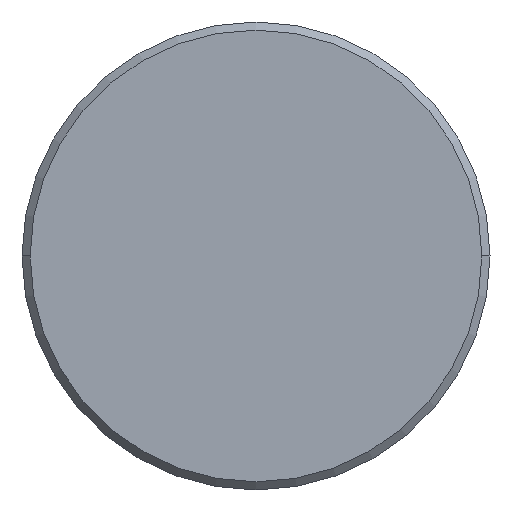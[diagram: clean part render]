
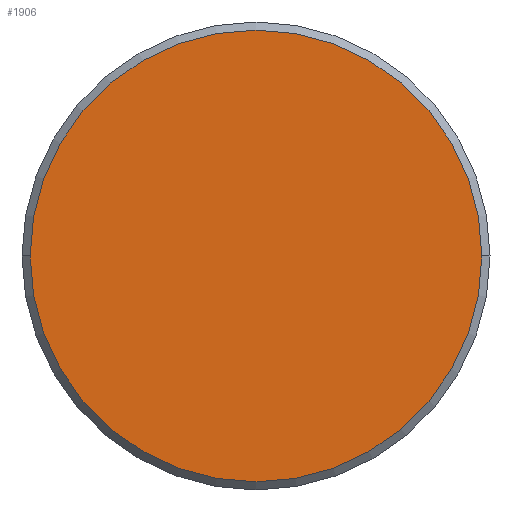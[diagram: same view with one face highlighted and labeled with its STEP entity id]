
A CAD part, top view. The second image highlights one B-rep face of the part: STEP entity #1906.
In plain terms, the highlighted planar face has unit normal (0, 0, 1).
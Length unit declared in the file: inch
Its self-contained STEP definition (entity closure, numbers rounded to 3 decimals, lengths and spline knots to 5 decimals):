
#82 = AXIS2_PLACEMENT_3D ( 'NONE', #1937, #2078, #1594 ) ;
#212 = EDGE_CURVE ( 'NONE', #982, #1884, #2017, .T. ) ;
#320 = EDGE_CURVE ( 'NONE', #1884, #982, #1416, .T. ) ;
#327 = CARTESIAN_POINT ( 'NONE',  ( 0.93068, 1.14962, 2.72686 ) ) ;
#495 = PLANE ( 'NONE',  #1446 ) ;
#508 = ORIENTED_EDGE ( 'NONE', *, *, #320, .T. ) ;
#566 = AXIS2_PLACEMENT_3D ( 'NONE', #1067, #925, #1072 ) ;
#803 = DIRECTION ( 'NONE',  ( -1., 0., 0. ) ) ;
#810 = CARTESIAN_POINT ( 'NONE',  ( -0.22732, 1.14962, 2.72686 ) ) ;
#925 = DIRECTION ( 'NONE',  ( 0., 0., 1. ) ) ;
#982 = VERTEX_POINT ( 'NONE', #327 ) ;
#1004 = CARTESIAN_POINT ( 'NONE',  ( 0.35168, 1.75362, 2.72686 ) ) ;
#1033 = EDGE_LOOP ( 'NONE', ( #508, #2099 ) ) ;
#1067 = CARTESIAN_POINT ( 'NONE',  ( 0.35168, 1.14962, 2.72686 ) ) ;
#1072 = DIRECTION ( 'NONE',  ( -1., 0., 0. ) ) ;
#1124 = DIRECTION ( 'NONE',  ( 0., 0., -1. ) ) ;
#1314 = FACE_OUTER_BOUND ( 'NONE', #1033, .T. ) ;
#1416 = CIRCLE ( 'NONE', #82, 0.579 ) ;
#1446 = AXIS2_PLACEMENT_3D ( 'NONE', #1004, #1124, #803 ) ;
#1594 = DIRECTION ( 'NONE',  ( -1., 0., 0. ) ) ;
#1884 = VERTEX_POINT ( 'NONE', #810 ) ;
#1906 = ADVANCED_FACE ( 'NONE', ( #1314 ), #495, .F. ) ;
#1937 = CARTESIAN_POINT ( 'NONE',  ( 0.35168, 1.14962, 2.72686 ) ) ;
#2017 = CIRCLE ( 'NONE', #566, 0.579 ) ;
#2078 = DIRECTION ( 'NONE',  ( 0., 0., 1. ) ) ;
#2099 = ORIENTED_EDGE ( 'NONE', *, *, #212, .T. ) ;
